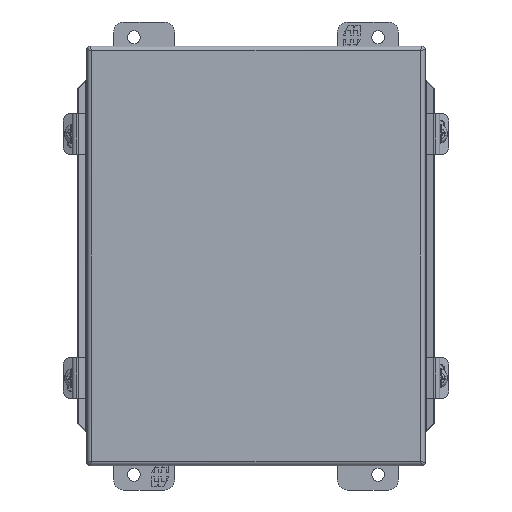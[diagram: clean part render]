
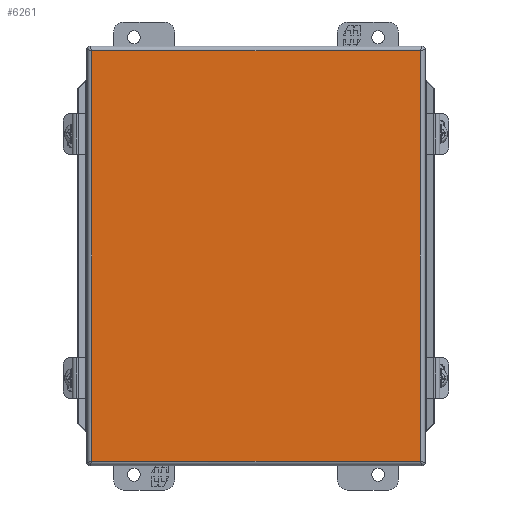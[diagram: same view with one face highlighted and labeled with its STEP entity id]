
A CAD part, front view. The second image highlights one B-rep face of the part: STEP entity #6261.
In plain terms, the highlighted planar face has unit normal (0, -1, 0).
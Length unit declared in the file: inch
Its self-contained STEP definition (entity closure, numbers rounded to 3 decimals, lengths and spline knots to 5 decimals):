
#24 = VECTOR ( 'NONE', #34773, 39.37008 ) ;
#868 = DIRECTION ( 'NONE',  ( -1., 0., 0. ) ) ;
#932 = EDGE_CURVE ( 'NONE', #17651, #33766, #5380, .T. ) ;
#1821 = ORIENTED_EDGE ( 'NONE', *, *, #6160, .T. ) ;
#2075 = ORIENTED_EDGE ( 'NONE', *, *, #932, .T. ) ;
#2975 = CARTESIAN_POINT ( 'NONE',  ( 0., -4.19685, 0. ) ) ;
#3438 = LINE ( 'NONE', #23978, #32628 ) ;
#3529 = CARTESIAN_POINT ( 'NONE',  ( -4.0378, -4.19685, -5.15591 ) ) ;
#3617 = VERTEX_POINT ( 'NONE', #20310 ) ;
#3898 = EDGE_CURVE ( 'NONE', #3617, #33096, #27060, .T. ) ;
#4608 = CARTESIAN_POINT ( 'NONE',  ( -4.0378, -4.19685, -5.0378 ) ) ;
#5380 = LINE ( 'NONE', #3529, #24 ) ;
#5705 = DIRECTION ( 'NONE',  ( 0., -1., 0. ) ) ;
#5951 = ORIENTED_EDGE ( 'NONE', *, *, #20944, .T. ) ;
#6038 = CARTESIAN_POINT ( 'NONE',  ( -4.0378, -4.19685, 5.0378 ) ) ;
#6160 = EDGE_CURVE ( 'NONE', #33096, #17651, #32518, .T. ) ;
#6261 = ADVANCED_FACE ( 'NONE', ( #28953 ), #17964, .T. ) ;
#7232 = DIRECTION ( 'NONE',  ( 1., 0., 0. ) ) ;
#10893 = CARTESIAN_POINT ( 'NONE',  ( 4.0378, -4.19685, 5.0378 ) ) ;
#12206 = DIRECTION ( 'NONE',  ( 0., 0., -1. ) ) ;
#16468 = CARTESIAN_POINT ( 'NONE',  ( -4.15591, -4.19685, 5.0378 ) ) ;
#17651 = VERTEX_POINT ( 'NONE', #6038 ) ;
#17964 = PLANE ( 'NONE',  #24412 ) ;
#19880 = CARTESIAN_POINT ( 'NONE',  ( 4.0378, -4.19685, 5.15591 ) ) ;
#20310 = CARTESIAN_POINT ( 'NONE',  ( 4.0378, -4.19685, -5.0378 ) ) ;
#20486 = ORIENTED_EDGE ( 'NONE', *, *, #3898, .T. ) ;
#20944 = EDGE_CURVE ( 'NONE', #33766, #3617, #3438, .T. ) ;
#23000 = DIRECTION ( 'NONE',  ( 0., 0., 1. ) ) ;
#23551 = VECTOR ( 'NONE', #868, 39.37008 ) ;
#23978 = CARTESIAN_POINT ( 'NONE',  ( 4.15591, -4.19685, -5.0378 ) ) ;
#24412 = AXIS2_PLACEMENT_3D ( 'NONE', #2975, #5705, #12206 ) ;
#27060 = LINE ( 'NONE', #19880, #34596 ) ;
#28766 = EDGE_LOOP ( 'NONE', ( #2075, #5951, #20486, #1821 ) ) ;
#28953 = FACE_OUTER_BOUND ( 'NONE', #28766, .T. ) ;
#32518 = LINE ( 'NONE', #16468, #23551 ) ;
#32628 = VECTOR ( 'NONE', #7232, 39.37008 ) ;
#33096 = VERTEX_POINT ( 'NONE', #10893 ) ;
#33766 = VERTEX_POINT ( 'NONE', #4608 ) ;
#34596 = VECTOR ( 'NONE', #23000, 39.37008 ) ;
#34773 = DIRECTION ( 'NONE',  ( 0., 0., -1. ) ) ;
